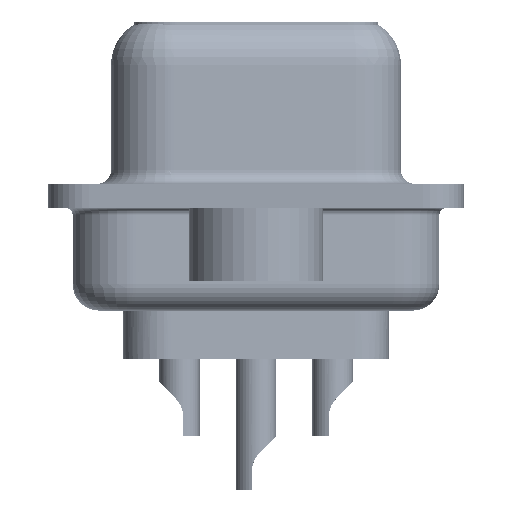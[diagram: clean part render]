
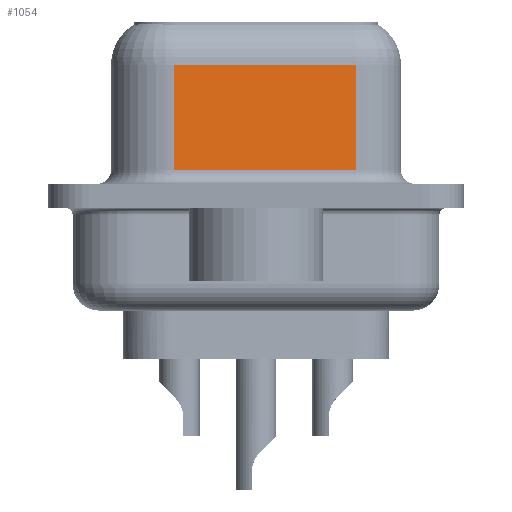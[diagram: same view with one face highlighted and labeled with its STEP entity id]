
A CAD part, left-side view. The second image highlights one B-rep face of the part: STEP entity #1054.
In plain terms, the highlighted planar face has unit normal (-0.985, -0.174, 0).
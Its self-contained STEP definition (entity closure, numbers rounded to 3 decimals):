
#263 = ORIENTED_EDGE ( 'NONE', *, *, #21579, .F. ) ;
#499 = EDGE_LOOP ( 'NONE', ( #263, #32314, #22661, #34982 ) ) ;
#1054 = ADVANCED_FACE ( 'NONE', ( #31182 ), #5559, .F. ) ;
#2463 = VECTOR ( 'NONE', #18142, 1000. ) ;
#5178 = CARTESIAN_POINT ( 'NONE',  ( 4.43, 3.028, 0.95 ) ) ;
#5559 = PLANE ( 'NONE',  #17399 ) ;
#5609 = CARTESIAN_POINT ( 'NONE',  ( 5.621, -3.722, 4.85 ) ) ;
#7959 = DIRECTION ( 'NONE',  ( 0.985, 0.174, 0. ) ) ;
#9437 = VECTOR ( 'NONE', #29825, 1000. ) ;
#10358 = CARTESIAN_POINT ( 'NONE',  ( 5.621, -3.722, 6.6 ) ) ;
#12261 = CARTESIAN_POINT ( 'NONE',  ( 5.621, -3.722, 0.95 ) ) ;
#13080 = CARTESIAN_POINT ( 'NONE',  ( 4.43, 3.028, 4.85 ) ) ;
#14645 = VERTEX_POINT ( 'NONE', #5178 ) ;
#15164 = CARTESIAN_POINT ( 'NONE',  ( 5.621, -3.722, 4.85 ) ) ;
#15869 = VERTEX_POINT ( 'NONE', #5609 ) ;
#16618 = EDGE_CURVE ( 'NONE', #15869, #32635, #25936, .T. ) ;
#17399 = AXIS2_PLACEMENT_3D ( 'NONE', #10358, #7959, #31595 ) ;
#17650 = CARTESIAN_POINT ( 'NONE',  ( 5.621, -3.722, 6.6 ) ) ;
#17733 = EDGE_CURVE ( 'NONE', #14645, #28597, #32756, .T. ) ;
#18142 = DIRECTION ( 'NONE',  ( -0.174, 0.985, 0. ) ) ;
#18298 = CARTESIAN_POINT ( 'NONE',  ( 5.621, -3.722, 0.95 ) ) ;
#21579 = EDGE_CURVE ( 'NONE', #15869, #28597, #24315, .T. ) ;
#21680 = LINE ( 'NONE', #32972, #28513 ) ;
#22661 = ORIENTED_EDGE ( 'NONE', *, *, #36623, .T. ) ;
#23416 = VECTOR ( 'NONE', #23461, 1000. ) ;
#23461 = DIRECTION ( 'NONE',  ( 0., 0., -1. ) ) ;
#24313 = DIRECTION ( 'NONE',  ( 0., 0., -1. ) ) ;
#24315 = LINE ( 'NONE', #17650, #23416 ) ;
#25936 = LINE ( 'NONE', #15164, #2463 ) ;
#28513 = VECTOR ( 'NONE', #24313, 1000. ) ;
#28597 = VERTEX_POINT ( 'NONE', #12261 ) ;
#29825 = DIRECTION ( 'NONE',  ( 0.174, -0.985, 0. ) ) ;
#31182 = FACE_OUTER_BOUND ( 'NONE', #499, .T. ) ;
#31595 = DIRECTION ( 'NONE',  ( -0.174, 0.985, 0. ) ) ;
#32314 = ORIENTED_EDGE ( 'NONE', *, *, #16618, .T. ) ;
#32635 = VERTEX_POINT ( 'NONE', #13080 ) ;
#32756 = LINE ( 'NONE', #18298, #9437 ) ;
#32972 = CARTESIAN_POINT ( 'NONE',  ( 4.43, 3.028, 6.6 ) ) ;
#34982 = ORIENTED_EDGE ( 'NONE', *, *, #17733, .T. ) ;
#36623 = EDGE_CURVE ( 'NONE', #32635, #14645, #21680, .T. ) ;
